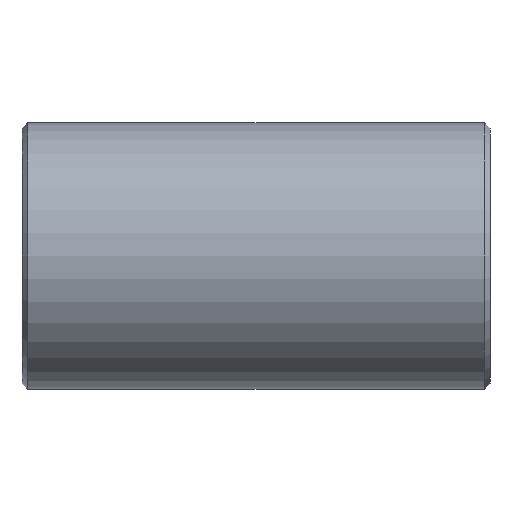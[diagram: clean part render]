
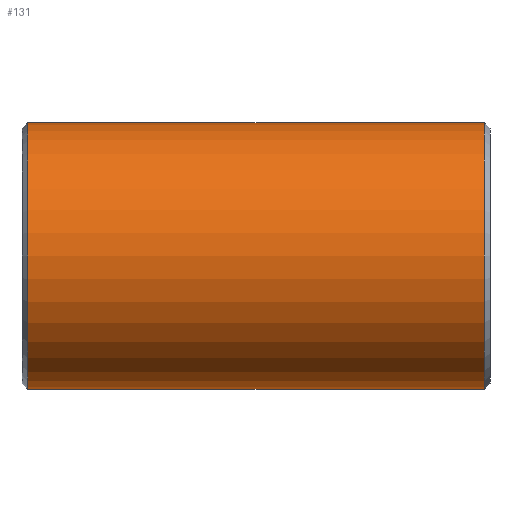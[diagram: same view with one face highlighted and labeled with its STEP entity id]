
A CAD part, front view. The second image highlights one B-rep face of the part: STEP entity #131.
In plain terms, the highlighted cylindrical face has radius 70.65 mm (diameter 141.3 mm), a partial arc.
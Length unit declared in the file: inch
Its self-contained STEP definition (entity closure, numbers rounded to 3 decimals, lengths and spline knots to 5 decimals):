
#13 = EDGE_CURVE ( 'NONE', #711, #406, #709, .T. ) ;
#26 = DIRECTION ( 'NONE',  ( -1., 0., 0. ) ) ;
#53 = VECTOR ( 'NONE', #778, 39.37008 ) ;
#59 = LINE ( 'NONE', #242, #231 ) ;
#88 = VERTEX_POINT ( 'NONE', #557 ) ;
#90 = AXIS2_PLACEMENT_3D ( 'NONE', #562, #26, #356 ) ;
#107 = VERTEX_POINT ( 'NONE', #226 ) ;
#119 = DIRECTION ( 'NONE',  ( 0., 0., -1. ) ) ;
#131 = ADVANCED_FACE ( 'NONE', ( #291 ), #494, .T. ) ;
#168 = CARTESIAN_POINT ( 'NONE',  ( -4.755, 0., 2.7815 ) ) ;
#226 = CARTESIAN_POINT ( 'NONE',  ( 4.755, 0., 2.7815 ) ) ;
#231 = VECTOR ( 'NONE', #867, 39.37008 ) ;
#242 = CARTESIAN_POINT ( 'NONE',  ( 4.88, 0., 2.7815 ) ) ;
#291 = FACE_OUTER_BOUND ( 'NONE', #686, .T. ) ;
#321 = ORIENTED_EDGE ( 'NONE', *, *, #851, .T. ) ;
#356 = DIRECTION ( 'NONE',  ( 0., 0., 1. ) ) ;
#373 = ORIENTED_EDGE ( 'NONE', *, *, #559, .T. ) ;
#406 = VERTEX_POINT ( 'NONE', #570 ) ;
#415 = CIRCLE ( 'NONE', #654, 2.7815 ) ;
#424 = DIRECTION ( 'NONE',  ( 0., 0., 1. ) ) ;
#494 = CYLINDRICAL_SURFACE ( 'NONE', #90, 2.7815 ) ;
#513 = CARTESIAN_POINT ( 'NONE',  ( 4.88, 0., -2.7815 ) ) ;
#557 = CARTESIAN_POINT ( 'NONE',  ( 4.755, 0., -2.7815 ) ) ;
#559 = EDGE_CURVE ( 'NONE', #88, #107, #415, .T. ) ;
#562 = CARTESIAN_POINT ( 'NONE',  ( 4.88, 0., 0. ) ) ;
#564 = ORIENTED_EDGE ( 'NONE', *, *, #625, .F. ) ;
#570 = CARTESIAN_POINT ( 'NONE',  ( -4.755, 0., -2.7815 ) ) ;
#574 = DIRECTION ( 'NONE',  ( -1., 0., 0. ) ) ;
#602 = DIRECTION ( 'NONE',  ( 1., 0., 0. ) ) ;
#625 = EDGE_CURVE ( 'NONE', #88, #406, #789, .T. ) ;
#654 = AXIS2_PLACEMENT_3D ( 'NONE', #721, #574, #119 ) ;
#686 = EDGE_LOOP ( 'NONE', ( #564, #373, #321, #787 ) ) ;
#709 = CIRCLE ( 'NONE', #822, 2.7815 ) ;
#711 = VERTEX_POINT ( 'NONE', #168 ) ;
#721 = CARTESIAN_POINT ( 'NONE',  ( 4.755, 0., 0. ) ) ;
#737 = CARTESIAN_POINT ( 'NONE',  ( -4.755, 0., 0. ) ) ;
#778 = DIRECTION ( 'NONE',  ( -1., 0., 0. ) ) ;
#787 = ORIENTED_EDGE ( 'NONE', *, *, #13, .T. ) ;
#789 = LINE ( 'NONE', #513, #53 ) ;
#822 = AXIS2_PLACEMENT_3D ( 'NONE', #737, #602, #424 ) ;
#851 = EDGE_CURVE ( 'NONE', #107, #711, #59, .T. ) ;
#867 = DIRECTION ( 'NONE',  ( -1., 0., 0. ) ) ;
